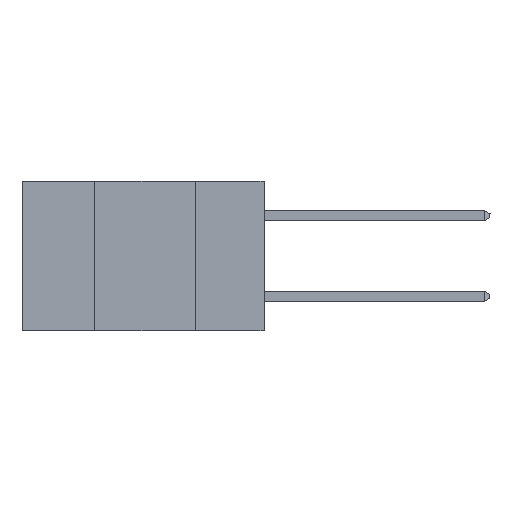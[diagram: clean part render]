
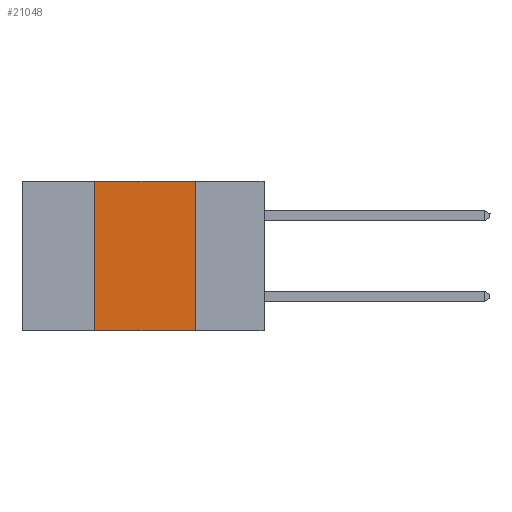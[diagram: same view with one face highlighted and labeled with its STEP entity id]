
A CAD part, left-side view. The second image highlights one B-rep face of the part: STEP entity #21048.
In plain terms, the highlighted planar face has unit normal (-1, 0, 0).
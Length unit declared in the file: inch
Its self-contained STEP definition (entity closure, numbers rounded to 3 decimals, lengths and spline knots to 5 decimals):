
#196 = EDGE_LOOP ( 'NONE', ( #19547, #3986, #4106, #7150 ) ) ;
#468 = DIRECTION ( 'NONE',  ( 0., -1., 0. ) ) ;
#1218 = VECTOR ( 'NONE', #6046, 39.37008 ) ;
#2366 = CARTESIAN_POINT ( 'NONE',  ( 0., 0.6, -0.37 ) ) ;
#3132 = VECTOR ( 'NONE', #10397, 39.37008 ) ;
#3205 = VERTEX_POINT ( 'NONE', #6433 ) ;
#3295 = EDGE_CURVE ( 'NONE', #11454, #21249, #8287, .T. ) ;
#3986 = ORIENTED_EDGE ( 'NONE', *, *, #3295, .F. ) ;
#4106 = ORIENTED_EDGE ( 'NONE', *, *, #7400, .F. ) ;
#5264 = EDGE_CURVE ( 'NONE', #3205, #8979, #9766, .T. ) ;
#6024 = CARTESIAN_POINT ( 'NONE',  ( 0., 0.17, -0.37 ) ) ;
#6046 = DIRECTION ( 'NONE',  ( 0., -1., 0. ) ) ;
#6433 = CARTESIAN_POINT ( 'NONE',  ( 0., 0.42, -0.37 ) ) ;
#7115 = CARTESIAN_POINT ( 'NONE',  ( 0., 0.17, 0. ) ) ;
#7150 = ORIENTED_EDGE ( 'NONE', *, *, #5264, .T. ) ;
#7400 = EDGE_CURVE ( 'NONE', #3205, #11454, #21410, .T. ) ;
#7916 = DIRECTION ( 'NONE',  ( 1., 0., 0. ) ) ;
#8287 = LINE ( 'NONE', #17194, #1218 ) ;
#8888 = FACE_OUTER_BOUND ( 'NONE', #196, .T. ) ;
#8903 = CARTESIAN_POINT ( 'NONE',  ( 0., 0.42, 0. ) ) ;
#8979 = VERTEX_POINT ( 'NONE', #6024 ) ;
#9306 = PLANE ( 'NONE',  #16430 ) ;
#9766 = LINE ( 'NONE', #2366, #17554 ) ;
#9769 = DIRECTION ( 'NONE',  ( 0., 0., 1. ) ) ;
#10397 = DIRECTION ( 'NONE',  ( 0., 0., -1. ) ) ;
#11026 = EDGE_CURVE ( 'NONE', #21249, #8979, #18539, .T. ) ;
#11454 = VERTEX_POINT ( 'NONE', #8903 ) ;
#14316 = DIRECTION ( 'NONE',  ( 0., 0., -1. ) ) ;
#14849 = CARTESIAN_POINT ( 'NONE',  ( 0., 0.42, 0. ) ) ;
#16206 = CARTESIAN_POINT ( 'NONE',  ( 0., 0.6, 0. ) ) ;
#16430 = AXIS2_PLACEMENT_3D ( 'NONE', #16206, #7916, #14316 ) ;
#17194 = CARTESIAN_POINT ( 'NONE',  ( 0., 0.6, 0. ) ) ;
#17474 = VECTOR ( 'NONE', #9769, 39.37008 ) ;
#17554 = VECTOR ( 'NONE', #468, 39.37008 ) ;
#18539 = LINE ( 'NONE', #7115, #3132 ) ;
#19547 = ORIENTED_EDGE ( 'NONE', *, *, #11026, .F. ) ;
#20722 = CARTESIAN_POINT ( 'NONE',  ( 0., 0.17, 0. ) ) ;
#21048 = ADVANCED_FACE ( 'NONE', ( #8888 ), #9306, .F. ) ;
#21249 = VERTEX_POINT ( 'NONE', #20722 ) ;
#21410 = LINE ( 'NONE', #14849, #17474 ) ;
